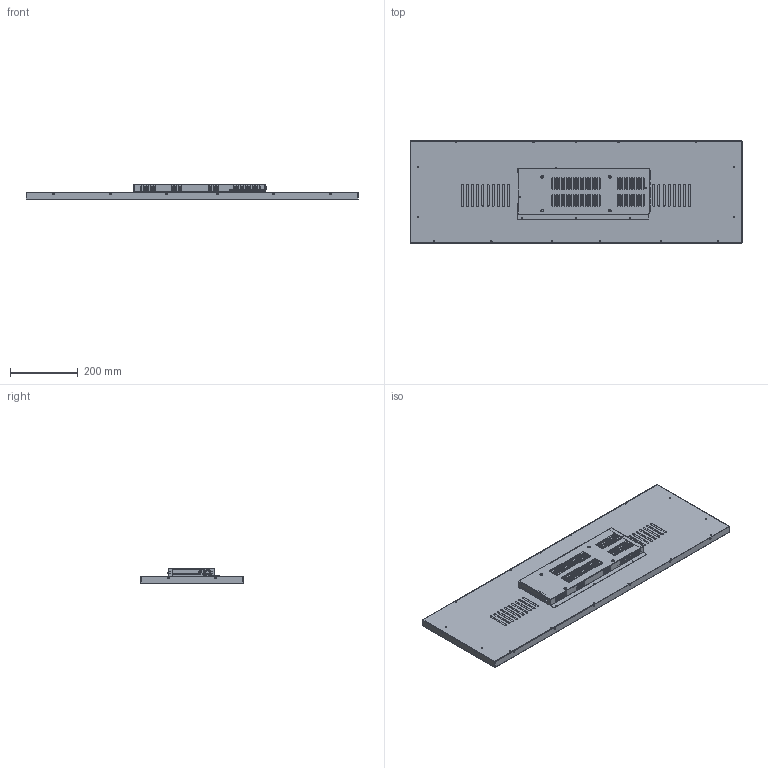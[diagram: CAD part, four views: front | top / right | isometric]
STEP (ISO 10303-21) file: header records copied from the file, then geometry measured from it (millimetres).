
FILE_DESCRIPTION (( 'STEP AP203' ), '1' );
FILE_NAME ('S380P4.STEP', '2014-02-25T07:02:26', ( '' ), ( '' ), 'SwSTEP 2.0', 'SolidWorks 2008', '' );
FILE_SCHEMA (( 'CONFIG_CONTROL_DESIGN' ));
Products named in the file (12): 組合件1_預設; cover_預設; power board_預設; AD board2_預設; bezel_41.5_預設; S380P4; metal-plate_380_預設; 零件10_預設; c board_預設; cover_28_預設; KEY_預設; LED_預設
Assembly tree (11 placements, depth 4):
  S380P4
    零件10_預設
    bezel_41.5_預設
    組合件1_預設
      cover_預設
        LED_預設
        cover_28_預設
        power board_預設
        c board_預設
        KEY_預設
        AD board2_預設
    metal-plate_380_預設
Bounding box: 980.9 x 303.2 x 43.6 mm (x, y, z)
Volume: 782743.2 mm3; surface area: 1522063.8 mm2
Topology: 9 solids, 9 shells, 1273 faces, 3462 edges, 2288 vertices
Faces by surface type: plane 562, cylinder 513, bspline 178, cone 14, sphere 6
Entity records: 47089 total; most frequent: CARTESIAN_POINT 13595, ORIENTED_EDGE 6904, DIRECTION 6339, EDGE_CURVE 3452, VERTEX_POINT 2286, AXIS2_PLACEMENT_3D 2144, VECTOR 2051, LINE 2051
